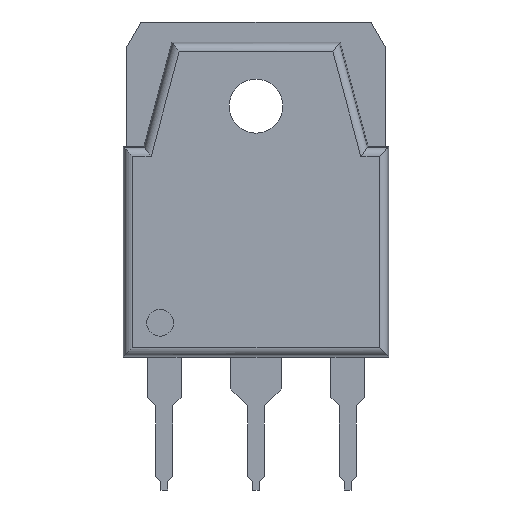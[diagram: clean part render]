
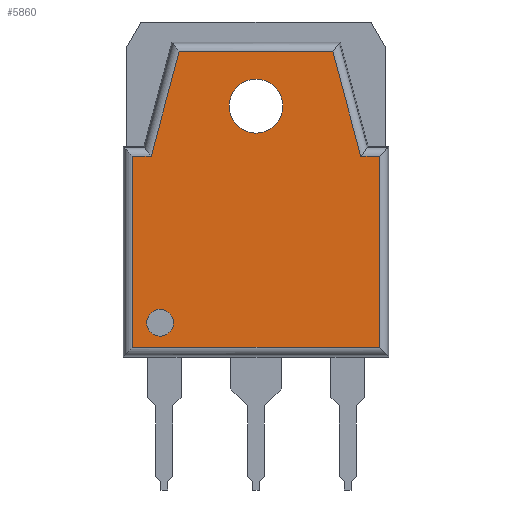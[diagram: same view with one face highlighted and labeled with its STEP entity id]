
A CAD part, front view. The second image highlights one B-rep face of the part: STEP entity #5860.
In plain terms, the highlighted planar face has unit normal (0, -1, 0).
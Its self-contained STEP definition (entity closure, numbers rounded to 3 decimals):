
#362 = LINE ( 'NONE', #8370, #11742 ) ;
#389 = LINE ( 'NONE', #2648, #9371 ) ;
#471 = AXIS2_PLACEMENT_3D ( 'NONE', #9002, #2429, #7939 ) ;
#620 = VERTEX_POINT ( 'NONE', #2223 ) ;
#643 = DIRECTION ( 'NONE',  ( 1., 0., 0. ) ) ;
#669 = EDGE_CURVE ( 'NONE', #3655, #5317, #389, .T. ) ;
#899 = CARTESIAN_POINT ( 'NONE',  ( -6.225, -2.4, 3.181 ) ) ;
#1070 = DIRECTION ( 'NONE',  ( -1., 0., 0. ) ) ;
#1106 = CIRCLE ( 'NONE', #14695, 0.795 ) ;
#1144 = VECTOR ( 'NONE', #4745, 1000. ) ;
#1184 = VERTEX_POINT ( 'NONE', #1270 ) ;
#1216 = DIRECTION ( 'NONE',  ( 1., 0., 0. ) ) ;
#1226 = EDGE_CURVE ( 'NONE', #620, #3655, #362, .T. ) ;
#1270 = CARTESIAN_POINT ( 'NONE',  ( -6.488, -2.4, -6.713 ) ) ;
#1340 = FACE_BOUND ( 'NONE', #5288, .T. ) ;
#1447 = CARTESIAN_POINT ( 'NONE',  ( 4.564, -2.4, 9.381 ) ) ;
#2057 = CARTESIAN_POINT ( 'NONE',  ( -1.6, -2.4, 6.15 ) ) ;
#2088 = CARTESIAN_POINT ( 'NONE',  ( 1.6, -2.4, 6.15 ) ) ;
#2128 = VERTEX_POINT ( 'NONE', #2057 ) ;
#2172 = CIRCLE ( 'NONE', #471, 1.6 ) ;
#2177 = VECTOR ( 'NONE', #8916, 1000. ) ;
#2223 = CARTESIAN_POINT ( 'NONE',  ( 7.331, -2.4, -8.181 ) ) ;
#2429 = DIRECTION ( 'NONE',  ( 0., -1., 0. ) ) ;
#2502 = DIRECTION ( 'NONE',  ( -1., 0., 0. ) ) ;
#2548 = ORIENTED_EDGE ( 'NONE', *, *, #1226, .T. ) ;
#2648 = CARTESIAN_POINT ( 'NONE',  ( 6.589, -2.4, 3.181 ) ) ;
#2674 = ORIENTED_EDGE ( 'NONE', *, *, #9700, .T. ) ;
#3116 = EDGE_CURVE ( 'NONE', #13295, #1184, #4804, .T. ) ;
#3324 = ORIENTED_EDGE ( 'NONE', *, *, #12864, .T. ) ;
#3394 = LINE ( 'NONE', #7715, #2177 ) ;
#3499 = DIRECTION ( 'NONE',  ( -0.259, 0., -0.966 ) ) ;
#3581 = CARTESIAN_POINT ( 'NONE',  ( 0., -2.4, 0.6 ) ) ;
#3655 = VERTEX_POINT ( 'NONE', #7778 ) ;
#3753 = LINE ( 'NONE', #11509, #1144 ) ;
#3932 = ORIENTED_EDGE ( 'NONE', *, *, #9162, .F. ) ;
#4176 = ORIENTED_EDGE ( 'NONE', *, *, #13790, .F. ) ;
#4406 = VERTEX_POINT ( 'NONE', #4472 ) ;
#4472 = CARTESIAN_POINT ( 'NONE',  ( -7.331, -2.4, -8.181 ) ) ;
#4742 = DIRECTION ( 'NONE',  ( 0., -1., 0. ) ) ;
#4745 = DIRECTION ( 'NONE',  ( 0., 0., -1. ) ) ;
#4804 = CIRCLE ( 'NONE', #6943, 0.795 ) ;
#4812 = VERTEX_POINT ( 'NONE', #899 ) ;
#5023 = ORIENTED_EDGE ( 'NONE', *, *, #3116, .F. ) ;
#5069 = AXIS2_PLACEMENT_3D ( 'NONE', #13676, #14661, #10255 ) ;
#5159 = VERTEX_POINT ( 'NONE', #2088 ) ;
#5288 = EDGE_LOOP ( 'NONE', ( #5023, #3932 ) ) ;
#5317 = VERTEX_POINT ( 'NONE', #13094 ) ;
#5460 = DIRECTION ( 'NONE',  ( 1., 0., 0. ) ) ;
#5860 = ADVANCED_FACE ( 'NONE', ( #1340, #8217, #8071 ), #12833, .T. ) ;
#6193 = CARTESIAN_POINT ( 'NONE',  ( 7.806, -2.4, -8.181 ) ) ;
#6517 = CARTESIAN_POINT ( 'NONE',  ( -5.693, -2.4, -6.713 ) ) ;
#6943 = AXIS2_PLACEMENT_3D ( 'NONE', #6517, #13417, #5460 ) ;
#6976 = EDGE_CURVE ( 'NONE', #4406, #620, #10929, .T. ) ;
#7007 = ORIENTED_EDGE ( 'NONE', *, *, #12802, .T. ) ;
#7063 = EDGE_LOOP ( 'NONE', ( #14503, #7805, #2548, #12047, #14252, #3324, #2674, #7007 ) ) ;
#7441 = CARTESIAN_POINT ( 'NONE',  ( -4.897, -2.4, -6.713 ) ) ;
#7442 = VECTOR ( 'NONE', #9764, 1000. ) ;
#7645 = VECTOR ( 'NONE', #1070, 1000. ) ;
#7715 = CARTESIAN_POINT ( 'NONE',  ( -4.928, -2.4, 9.381 ) ) ;
#7778 = CARTESIAN_POINT ( 'NONE',  ( 7.331, -2.4, 3.181 ) ) ;
#7805 = ORIENTED_EDGE ( 'NONE', *, *, #6976, .T. ) ;
#7871 = LINE ( 'NONE', #11059, #7645 ) ;
#7899 = CARTESIAN_POINT ( 'NONE',  ( -6.131, -2.4, 3.533 ) ) ;
#7939 = DIRECTION ( 'NONE',  ( 1., 0., 0. ) ) ;
#8052 = LINE ( 'NONE', #7899, #10653 ) ;
#8071 = FACE_OUTER_BOUND ( 'NONE', #7063, .T. ) ;
#8217 = FACE_BOUND ( 'NONE', #9505, .T. ) ;
#8370 = CARTESIAN_POINT ( 'NONE',  ( 7.331, -2.4, 3.656 ) ) ;
#8438 = DIRECTION ( 'NONE',  ( 0., 0., 1. ) ) ;
#8916 = DIRECTION ( 'NONE',  ( -1., 0., 0. ) ) ;
#8934 = CARTESIAN_POINT ( 'NONE',  ( -4.564, -2.4, 9.381 ) ) ;
#8971 = VERTEX_POINT ( 'NONE', #11377 ) ;
#9002 = CARTESIAN_POINT ( 'NONE',  ( 0., -2.4, 6.15 ) ) ;
#9162 = EDGE_CURVE ( 'NONE', #1184, #13295, #1106, .T. ) ;
#9207 = CARTESIAN_POINT ( 'NONE',  ( -5.693, -2.4, -6.713 ) ) ;
#9266 = DIRECTION ( 'NONE',  ( 0., -1., 0. ) ) ;
#9371 = VECTOR ( 'NONE', #2502, 1000. ) ;
#9477 = VECTOR ( 'NONE', #643, 1000. ) ;
#9478 = ORIENTED_EDGE ( 'NONE', *, *, #14691, .F. ) ;
#9505 = EDGE_LOOP ( 'NONE', ( #4176, #9478 ) ) ;
#9585 = CIRCLE ( 'NONE', #5069, 1.6 ) ;
#9700 = EDGE_CURVE ( 'NONE', #13396, #4812, #8052, .T. ) ;
#9764 = DIRECTION ( 'NONE',  ( -0.259, 0., 0.966 ) ) ;
#10039 = EDGE_CURVE ( 'NONE', #8971, #4406, #3753, .T. ) ;
#10255 = DIRECTION ( 'NONE',  ( 1., 0., 0. ) ) ;
#10653 = VECTOR ( 'NONE', #3499, 1000. ) ;
#10929 = LINE ( 'NONE', #6193, #9477 ) ;
#11003 = VERTEX_POINT ( 'NONE', #1447 ) ;
#11059 = CARTESIAN_POINT ( 'NONE',  ( -7.806, -2.4, 3.181 ) ) ;
#11377 = CARTESIAN_POINT ( 'NONE',  ( -7.331, -2.4, 3.181 ) ) ;
#11509 = CARTESIAN_POINT ( 'NONE',  ( -7.331, -2.4, -8.656 ) ) ;
#11742 = VECTOR ( 'NONE', #8438, 1000. ) ;
#11922 = CARTESIAN_POINT ( 'NONE',  ( 4.469, -2.4, 9.733 ) ) ;
#12047 = ORIENTED_EDGE ( 'NONE', *, *, #669, .T. ) ;
#12674 = DIRECTION ( 'NONE',  ( 1., 0., 0. ) ) ;
#12802 = EDGE_CURVE ( 'NONE', #4812, #8971, #7871, .T. ) ;
#12833 = PLANE ( 'NONE',  #13958 ) ;
#12864 = EDGE_CURVE ( 'NONE', #11003, #13396, #3394, .T. ) ;
#13094 = CARTESIAN_POINT ( 'NONE',  ( 6.225, -2.4, 3.181 ) ) ;
#13295 = VERTEX_POINT ( 'NONE', #7441 ) ;
#13396 = VERTEX_POINT ( 'NONE', #8934 ) ;
#13417 = DIRECTION ( 'NONE',  ( 0., -1., 0. ) ) ;
#13676 = CARTESIAN_POINT ( 'NONE',  ( 0., -2.4, 6.15 ) ) ;
#13790 = EDGE_CURVE ( 'NONE', #5159, #2128, #9585, .T. ) ;
#13958 = AXIS2_PLACEMENT_3D ( 'NONE', #3581, #9266, #12674 ) ;
#14094 = LINE ( 'NONE', #11922, #7442 ) ;
#14252 = ORIENTED_EDGE ( 'NONE', *, *, #14268, .T. ) ;
#14268 = EDGE_CURVE ( 'NONE', #5317, #11003, #14094, .T. ) ;
#14503 = ORIENTED_EDGE ( 'NONE', *, *, #10039, .T. ) ;
#14661 = DIRECTION ( 'NONE',  ( 0., -1., 0. ) ) ;
#14691 = EDGE_CURVE ( 'NONE', #2128, #5159, #2172, .T. ) ;
#14695 = AXIS2_PLACEMENT_3D ( 'NONE', #9207, #4742, #1216 ) ;
